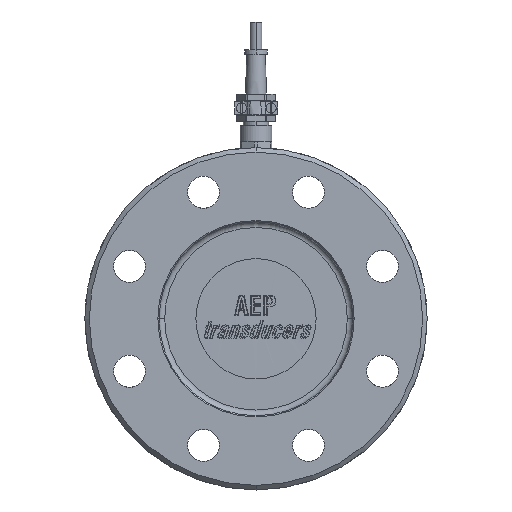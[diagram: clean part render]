
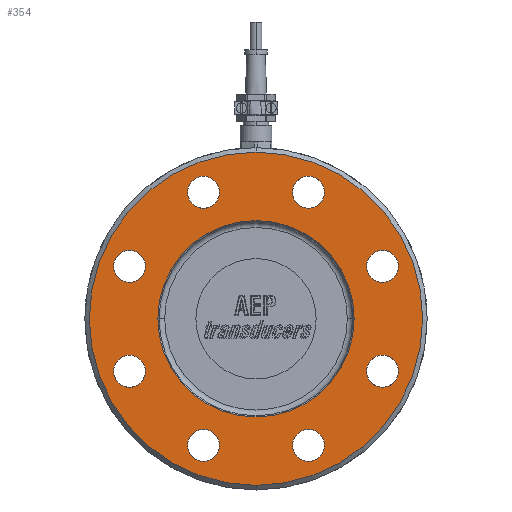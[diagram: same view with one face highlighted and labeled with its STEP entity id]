
A CAD part, front view. The second image highlights one B-rep face of the part: STEP entity #354.
In plain terms, the highlighted planar face has unit normal (0, -1, 0).
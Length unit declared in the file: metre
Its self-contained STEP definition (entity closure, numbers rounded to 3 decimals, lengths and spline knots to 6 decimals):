
#354=ADVANCED_FACE('0:7462',(#971,#972,#973,#974,#975,#976,#977,#978,#979,#980),#981,.T.);
#971=FACE_OUTER_BOUND('',#1947,.T.);
#972=FACE_BOUND('',#1948,.T.);
#973=FACE_BOUND('',#1949,.T.);
#974=FACE_BOUND('',#1950,.T.);
#975=FACE_BOUND('',#1951,.T.);
#976=FACE_BOUND('',#1952,.T.);
#977=FACE_BOUND('',#1953,.T.);
#978=FACE_BOUND('',#1954,.T.);
#979=FACE_BOUND('',#1955,.T.);
#980=FACE_BOUND('',#1956,.T.);
#981=PLANE('',#1957);
#1947=EDGE_LOOP('',(#3040,#3041));
#1948=EDGE_LOOP('',(#3042,#3043));
#1949=EDGE_LOOP('',(#3044,#3045));
#1950=EDGE_LOOP('',(#3046,#3047));
#1951=EDGE_LOOP('',(#3048,#3049));
#1952=EDGE_LOOP('',(#3050,#3051));
#1953=EDGE_LOOP('',(#3052,#3053));
#1954=EDGE_LOOP('',(#3054,#3055));
#1955=EDGE_LOOP('',(#3056,#3057));
#1956=EDGE_LOOP('',(#3058,#3059));
#1957=AXIS2_PLACEMENT_3D('',#3060,#3061,#3062);
#3040=ORIENTED_EDGE('',*,*,#6149,.F.);
#3041=ORIENTED_EDGE('',*,*,#6150,.F.);
#3042=ORIENTED_EDGE('',*,*,#6151,.T.);
#3043=ORIENTED_EDGE('',*,*,#6152,.T.);
#3044=ORIENTED_EDGE('',*,*,#6153,.T.);
#3045=ORIENTED_EDGE('',*,*,#6154,.T.);
#3046=ORIENTED_EDGE('',*,*,#6155,.T.);
#3047=ORIENTED_EDGE('',*,*,#6156,.T.);
#3048=ORIENTED_EDGE('',*,*,#6157,.T.);
#3049=ORIENTED_EDGE('',*,*,#6158,.T.);
#3050=ORIENTED_EDGE('',*,*,#6159,.T.);
#3051=ORIENTED_EDGE('',*,*,#6160,.T.);
#3052=ORIENTED_EDGE('',*,*,#6161,.T.);
#3053=ORIENTED_EDGE('',*,*,#6162,.T.);
#3054=ORIENTED_EDGE('',*,*,#6163,.T.);
#3055=ORIENTED_EDGE('',*,*,#6164,.T.);
#3056=ORIENTED_EDGE('',*,*,#6165,.T.);
#3057=ORIENTED_EDGE('',*,*,#6166,.T.);
#3058=ORIENTED_EDGE('',*,*,#6167,.T.);
#3059=ORIENTED_EDGE('',*,*,#6168,.T.);
#3060=CARTESIAN_POINT('',(0.209651,0.12575,0.030499));
#3061=DIRECTION('',(0.,-1.0,0.));
#3062=DIRECTION('',(1.0,0.,0.));
#6149=EDGE_CURVE('0:8221',#7543,#7544,#7545,.T.);
#6150=EDGE_CURVE('',#7544,#7543,#7546,.T.);
#6151=EDGE_CURVE('0:8353',#7547,#7548,#7549,.T.);
#6152=EDGE_CURVE('',#7548,#7547,#7550,.T.);
#6153=EDGE_CURVE('0:8347',#7551,#7552,#7553,.T.);
#6154=EDGE_CURVE('',#7552,#7551,#7554,.T.);
#6155=EDGE_CURVE('0:8341',#7555,#7556,#7557,.T.);
#6156=EDGE_CURVE('',#7556,#7555,#7558,.T.);
#6157=EDGE_CURVE('0:8335',#7559,#7560,#7561,.T.);
#6158=EDGE_CURVE('',#7560,#7559,#7562,.T.);
#6159=EDGE_CURVE('0:8329',#7563,#7564,#7565,.T.);
#6160=EDGE_CURVE('',#7564,#7563,#7566,.T.);
#6161=EDGE_CURVE('0:8323',#7567,#7568,#7569,.T.);
#6162=EDGE_CURVE('',#7568,#7567,#7570,.T.);
#6163=EDGE_CURVE('0:8317',#7571,#7572,#7573,.T.);
#6164=EDGE_CURVE('',#7572,#7571,#7574,.T.);
#6165=EDGE_CURVE('0:8311',#7575,#7576,#7577,.T.);
#6166=EDGE_CURVE('',#7576,#7575,#7578,.T.);
#6167=EDGE_CURVE('0:8227',#7579,#7580,#7581,.T.);
#6168=EDGE_CURVE('',#7580,#7579,#7582,.T.);
#7543=VERTEX_POINT('',#9702);
#7544=VERTEX_POINT('',#9703);
#7545=CIRCLE('',#9704,0.073);
#7546=CIRCLE('',#9705,0.073);
#7547=VERTEX_POINT('',#9706);
#7548=VERTEX_POINT('',#9707);
#7549=CIRCLE('',#9708,0.007);
#7550=CIRCLE('',#9709,0.007);
#7551=VERTEX_POINT('',#9710);
#7552=VERTEX_POINT('',#9711);
#7553=CIRCLE('',#9712,0.007);
#7554=CIRCLE('',#9713,0.007);
#7555=VERTEX_POINT('',#9714);
#7556=VERTEX_POINT('',#9715);
#7557=CIRCLE('',#9716,0.007);
#7558=CIRCLE('',#9717,0.007);
#7559=VERTEX_POINT('',#9718);
#7560=VERTEX_POINT('',#9719);
#7561=CIRCLE('',#9720,0.007);
#7562=CIRCLE('',#9721,0.007);
#7563=VERTEX_POINT('',#9722);
#7564=VERTEX_POINT('',#9723);
#7565=CIRCLE('',#9724,0.007);
#7566=CIRCLE('',#9725,0.007);
#7567=VERTEX_POINT('',#9726);
#7568=VERTEX_POINT('',#9727);
#7569=CIRCLE('',#9728,0.007);
#7570=CIRCLE('',#9729,0.007);
#7571=VERTEX_POINT('',#9730);
#7572=VERTEX_POINT('',#9731);
#7573=CIRCLE('',#9732,0.007);
#7574=CIRCLE('',#9733,0.007);
#7575=VERTEX_POINT('',#9734);
#7576=VERTEX_POINT('',#9735);
#7577=CIRCLE('',#9736,0.007);
#7578=CIRCLE('',#9737,0.007);
#7579=VERTEX_POINT('',#9738);
#7580=VERTEX_POINT('',#9739);
#7581=CIRCLE('',#9740,0.042998);
#7582=CIRCLE('',#9741,0.042998);
#9702=CARTESIAN_POINT('',(0.209651,0.12575,-0.1005));
#9703=CARTESIAN_POINT('',(0.209651,0.12575,0.0455));
#9704=AXIS2_PLACEMENT_3D('',#12796,#12797,#12798);
#9705=AXIS2_PLACEMENT_3D('',#12799,#12800,#12801);
#9706=CARTESIAN_POINT('',(0.154235,0.12575,-0.0115));
#9707=CARTESIAN_POINT('',(0.154235,0.12575,0.0025));
#9708=AXIS2_PLACEMENT_3D('',#12802,#12803,#12804);
#9709=AXIS2_PLACEMENT_3D('',#12805,#12806,#12807);
#9710=CARTESIAN_POINT('',(0.154235,0.12575,-0.0575));
#9711=CARTESIAN_POINT('',(0.154235,0.12575,-0.0435));
#9712=AXIS2_PLACEMENT_3D('',#12808,#12809,#12810);
#9713=AXIS2_PLACEMENT_3D('',#12811,#12812,#12813);
#9714=CARTESIAN_POINT('',(0.186651,0.12575,-0.089917));
#9715=CARTESIAN_POINT('',(0.186651,0.12575,-0.075917));
#9716=AXIS2_PLACEMENT_3D('',#12814,#12815,#12816);
#9717=AXIS2_PLACEMENT_3D('',#12817,#12818,#12819);
#9718=CARTESIAN_POINT('',(0.232651,0.12575,-0.089917));
#9719=CARTESIAN_POINT('',(0.232651,0.12575,-0.075917));
#9720=AXIS2_PLACEMENT_3D('',#12820,#12821,#12822);
#9721=AXIS2_PLACEMENT_3D('',#12823,#12824,#12825);
#9722=CARTESIAN_POINT('',(0.265084,0.12575,-0.057461));
#9723=CARTESIAN_POINT('',(0.265084,0.12575,-0.043461));
#9724=AXIS2_PLACEMENT_3D('',#12826,#12827,#12828);
#9725=AXIS2_PLACEMENT_3D('',#12829,#12830,#12831);
#9726=CARTESIAN_POINT('',(0.265068,0.12575,-0.0115));
#9727=CARTESIAN_POINT('',(0.265068,0.12575,0.0025));
#9728=AXIS2_PLACEMENT_3D('',#12832,#12833,#12834);
#9729=AXIS2_PLACEMENT_3D('',#12835,#12836,#12837);
#9730=CARTESIAN_POINT('',(0.232612,0.12575,0.020933));
#9731=CARTESIAN_POINT('',(0.232612,0.12575,0.034933));
#9732=AXIS2_PLACEMENT_3D('',#12838,#12839,#12840);
#9733=AXIS2_PLACEMENT_3D('',#12841,#12842,#12843);
#9734=CARTESIAN_POINT('',(0.186651,0.12575,0.020917));
#9735=CARTESIAN_POINT('',(0.186651,0.12575,0.034917));
#9736=AXIS2_PLACEMENT_3D('',#12844,#12845,#12846);
#9737=AXIS2_PLACEMENT_3D('',#12847,#12848,#12849);
#9738=CARTESIAN_POINT('',(0.209651,0.12575,-0.070498));
#9739=CARTESIAN_POINT('',(0.209651,0.12575,0.015498));
#9740=AXIS2_PLACEMENT_3D('',#12850,#12851,#12852);
#9741=AXIS2_PLACEMENT_3D('',#12853,#12854,#12855);
#12796=CARTESIAN_POINT('',(0.209651,0.12575,-0.0275));
#12797=DIRECTION('',(0.,1.0,0.));
#12798=DIRECTION('',(0.,0.,1.0));
#12799=CARTESIAN_POINT('',(0.209651,0.12575,-0.0275));
#12800=DIRECTION('',(0.,1.0,0.));
#12801=DIRECTION('',(0.,0.,1.0));
#12802=CARTESIAN_POINT('',(0.154235,0.12575,-0.0045));
#12803=DIRECTION('',(0.,1.0,0.0));
#12804=DIRECTION('',(0.,0.,1.0));
#12805=CARTESIAN_POINT('',(0.154235,0.12575,-0.0045));
#12806=DIRECTION('',(0.,1.0,0.0));
#12807=DIRECTION('',(0.,0.,1.0));
#12808=CARTESIAN_POINT('',(0.154235,0.12575,-0.0505));
#12809=DIRECTION('',(0.,1.0,0.0));
#12810=DIRECTION('',(0.,0.,1.0));
#12811=CARTESIAN_POINT('',(0.154235,0.12575,-0.0505));
#12812=DIRECTION('',(0.,1.0,0.0));
#12813=DIRECTION('',(0.,0.,1.0));
#12814=CARTESIAN_POINT('',(0.186651,0.12575,-0.082917));
#12815=DIRECTION('',(0.,1.0,0.0));
#12816=DIRECTION('',(0.,0.,1.0));
#12817=CARTESIAN_POINT('',(0.186651,0.12575,-0.082917));
#12818=DIRECTION('',(0.,1.0,0.0));
#12819=DIRECTION('',(0.,0.,1.0));
#12820=CARTESIAN_POINT('',(0.232651,0.12575,-0.082917));
#12821=DIRECTION('',(0.,1.0,0.0));
#12822=DIRECTION('',(0.,0.,1.0));
#12823=CARTESIAN_POINT('',(0.232651,0.12575,-0.082917));
#12824=DIRECTION('',(0.,1.0,0.0));
#12825=DIRECTION('',(0.,0.,1.0));
#12826=CARTESIAN_POINT('',(0.265084,0.12575,-0.050461));
#12827=DIRECTION('',(0.,1.0,0.0));
#12828=DIRECTION('',(0.,0.,1.0));
#12829=CARTESIAN_POINT('',(0.265084,0.12575,-0.050461));
#12830=DIRECTION('',(0.,1.0,0.0));
#12831=DIRECTION('',(0.,0.,1.0));
#12832=CARTESIAN_POINT('',(0.265068,0.12575,-0.0045));
#12833=DIRECTION('',(0.,1.0,0.0));
#12834=DIRECTION('',(0.,0.,1.0));
#12835=CARTESIAN_POINT('',(0.265068,0.12575,-0.0045));
#12836=DIRECTION('',(0.,1.0,0.0));
#12837=DIRECTION('',(0.,0.,1.0));
#12838=CARTESIAN_POINT('',(0.232612,0.12575,0.027933));
#12839=DIRECTION('',(0.,1.0,0.0));
#12840=DIRECTION('',(0.,0.,1.0));
#12841=CARTESIAN_POINT('',(0.232612,0.12575,0.027933));
#12842=DIRECTION('',(0.,1.0,0.0));
#12843=DIRECTION('',(0.,0.,1.0));
#12844=CARTESIAN_POINT('',(0.186651,0.12575,0.027917));
#12845=DIRECTION('',(0.,1.0,0.0));
#12846=DIRECTION('',(0.,0.,1.0));
#12847=CARTESIAN_POINT('',(0.186651,0.12575,0.027917));
#12848=DIRECTION('',(0.,1.0,0.0));
#12849=DIRECTION('',(0.,0.,1.0));
#12850=CARTESIAN_POINT('',(0.209651,0.12575,-0.0275));
#12851=DIRECTION('',(0.,1.0,0.));
#12852=DIRECTION('',(0.,0.,1.0));
#12853=CARTESIAN_POINT('',(0.209651,0.12575,-0.0275));
#12854=DIRECTION('',(0.,1.0,0.));
#12855=DIRECTION('',(0.,0.,1.0));
